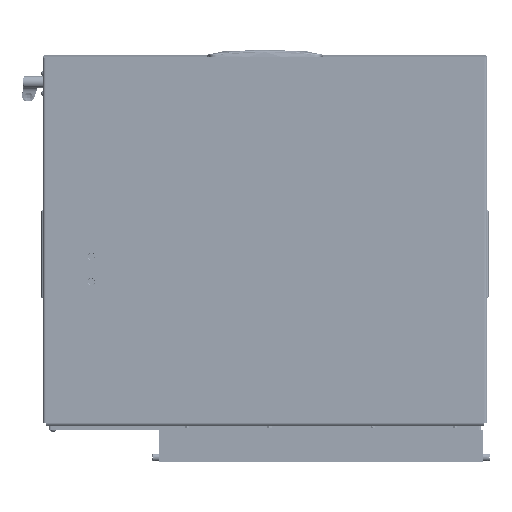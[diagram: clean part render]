
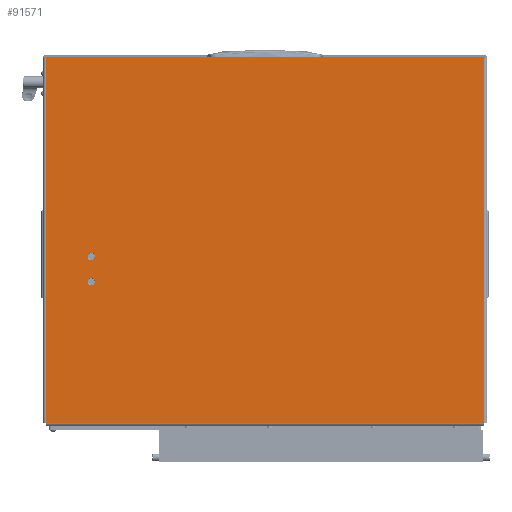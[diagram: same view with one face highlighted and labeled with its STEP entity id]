
A CAD part, front view. The second image highlights one B-rep face of the part: STEP entity #91571.
In plain terms, the highlighted face is planar.
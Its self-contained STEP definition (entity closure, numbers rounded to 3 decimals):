
#541 = VECTOR ( 'NONE', #103265, 1000. ) ;
#3375 = VERTEX_POINT ( 'NONE', #78289 ) ;
#5189 = EDGE_LOOP ( 'NONE', ( #42309, #80139 ) ) ;
#8027 = DIRECTION ( 'NONE',  ( 0., 1., 0. ) ) ;
#9317 = DIRECTION ( 'NONE',  ( -1., 0., 0. ) ) ;
#9862 = DIRECTION ( 'NONE',  ( 0., 0., -1. ) ) ;
#12892 = VERTEX_POINT ( 'NONE', #75034 ) ;
#15337 = CARTESIAN_POINT ( 'NONE',  ( 310., 545., 0. ) ) ;
#15463 = CARTESIAN_POINT ( 'NONE',  ( 275., 545., 0. ) ) ;
#18886 = VECTOR ( 'NONE', #26464, 1000. ) ;
#19732 = EDGE_CURVE ( 'NONE', #3375, #79040, #51279, .T. ) ;
#24998 = ORIENTED_EDGE ( 'NONE', *, *, #135887, .T. ) ;
#25412 = CARTESIAN_POINT ( 'NONE',  ( 0., 0., 0. ) ) ;
#26464 = DIRECTION ( 'NONE',  ( 1., 0., 0. ) ) ;
#27027 = VERTEX_POINT ( 'NONE', #44582 ) ;
#27252 = AXIS2_PLACEMENT_3D ( 'NONE', #15337, #139082, #77200 ) ;
#27923 = CARTESIAN_POINT ( 'NONE',  ( -2., -4., 0. ) ) ;
#28792 = VECTOR ( 'NONE', #49333, 1000. ) ;
#32458 = CARTESIAN_POINT ( 'NONE',  ( 269.8, 545., 0. ) ) ;
#33190 = EDGE_CURVE ( 'NONE', #3375, #12892, #67823, .T. ) ;
#37588 = CARTESIAN_POINT ( 'NONE',  ( 0., 610., 0. ) ) ;
#42309 = ORIENTED_EDGE ( 'NONE', *, *, #94111, .F. ) ;
#44582 = CARTESIAN_POINT ( 'NONE',  ( 0., 610., 0. ) ) ;
#44731 = VERTEX_POINT ( 'NONE', #115048 ) ;
#46168 = CARTESIAN_POINT ( 'NONE',  ( 0., -4., 0. ) ) ;
#46653 = VERTEX_POINT ( 'NONE', #61872 ) ;
#48961 = EDGE_CURVE ( 'NONE', #12892, #27027, #73284, .T. ) ;
#49333 = DIRECTION ( 'NONE',  ( 1., 0., 0. ) ) ;
#49449 = LINE ( 'NONE', #63287, #118434 ) ;
#51279 = LINE ( 'NONE', #131433, #120317 ) ;
#51953 = DIRECTION ( 'NONE',  ( -1., 0., 0. ) ) ;
#52844 = DIRECTION ( 'NONE',  ( 0., 1., 0. ) ) ;
#53535 = FACE_BOUND ( 'NONE', #96208, .T. ) ;
#54495 = VERTEX_POINT ( 'NONE', #32458 ) ;
#56496 = LINE ( 'NONE', #25412, #18886 ) ;
#56697 = VECTOR ( 'NONE', #8027, 1000. ) ;
#60998 = DIRECTION ( 'NONE',  ( 0., 1., 0. ) ) ;
#61872 = CARTESIAN_POINT ( 'NONE',  ( -2., -2., 0. ) ) ;
#62275 = EDGE_CURVE ( 'NONE', #44731, #67324, #153169, .T. ) ;
#63287 = CARTESIAN_POINT ( 'NONE',  ( 0., -2., 0. ) ) ;
#63610 = CIRCLE ( 'NONE', #77765, 5.2 ) ;
#64872 = DIRECTION ( 'NONE',  ( -1., 0., 0. ) ) ;
#67324 = VERTEX_POINT ( 'NONE', #163756 ) ;
#67823 = LINE ( 'NONE', #74650, #541 ) ;
#73019 = EDGE_LOOP ( 'NONE', ( #156890, #122069, #24998, #112132, #128054, #74333, #143582, #147960 ) ) ;
#73284 = LINE ( 'NONE', #110004, #158364 ) ;
#74333 = ORIENTED_EDGE ( 'NONE', *, *, #33190, .F. ) ;
#74585 = VERTEX_POINT ( 'NONE', #76671 ) ;
#74650 = CARTESIAN_POINT ( 'NONE',  ( 0., 608., 0. ) ) ;
#75034 = CARTESIAN_POINT ( 'NONE',  ( 0., 608., 0. ) ) ;
#76671 = CARTESIAN_POINT ( 'NONE',  ( -2., 610., 0. ) ) ;
#77200 = DIRECTION ( 'NONE',  ( -1., 0., 0. ) ) ;
#77765 = AXIS2_PLACEMENT_3D ( 'NONE', #86590, #9862, #9317 ) ;
#78289 = CARTESIAN_POINT ( 'NONE',  ( 506., 608., 0. ) ) ;
#78575 = CARTESIAN_POINT ( 'NONE',  ( 0., 0., 0. ) ) ;
#79040 = VERTEX_POINT ( 'NONE', #79614 ) ;
#79614 = CARTESIAN_POINT ( 'NONE',  ( 506., 0., 0. ) ) ;
#80139 = ORIENTED_EDGE ( 'NONE', *, *, #82047, .F. ) ;
#80612 = DIRECTION ( 'NONE',  ( 0., -1., 0. ) ) ;
#81628 = AXIS2_PLACEMENT_3D ( 'NONE', #139406, #140505, #64872 ) ;
#81777 = VECTOR ( 'NONE', #52844, 1000. ) ;
#82047 = EDGE_CURVE ( 'NONE', #135558, #54495, #161776, .T. ) ;
#82930 = FACE_BOUND ( 'NONE', #5189, .T. ) ;
#86590 = CARTESIAN_POINT ( 'NONE',  ( 275., 545., 0. ) ) ;
#87609 = EDGE_CURVE ( 'NONE', #145959, #79040, #56496, .T. ) ;
#90142 = CARTESIAN_POINT ( 'NONE',  ( 280.2, 545., 0. ) ) ;
#91493 = EDGE_CURVE ( 'NONE', #145642, #46653, #49449, .T. ) ;
#91571 = ADVANCED_FACE ( 'NONE', ( #82930, #53535, #130358 ), #152795, .T. ) ;
#94111 = EDGE_CURVE ( 'NONE', #54495, #135558, #63610, .T. ) ;
#94498 = CARTESIAN_POINT ( 'NONE',  ( 0., -2., 0. ) ) ;
#95526 = LINE ( 'NONE', #27923, #81777 ) ;
#95927 = LINE ( 'NONE', #37588, #28792 ) ;
#96208 = EDGE_LOOP ( 'NONE', ( #101420, #110723 ) ) ;
#101420 = ORIENTED_EDGE ( 'NONE', *, *, #123231, .F. ) ;
#103265 = DIRECTION ( 'NONE',  ( -1., 0., 0. ) ) ;
#103407 = CIRCLE ( 'NONE', #135014, 5.2 ) ;
#110004 = CARTESIAN_POINT ( 'NONE',  ( 0., -4., 0. ) ) ;
#110723 = ORIENTED_EDGE ( 'NONE', *, *, #62275, .F. ) ;
#112132 = ORIENTED_EDGE ( 'NONE', *, *, #118736, .T. ) ;
#112338 = EDGE_CURVE ( 'NONE', #145642, #145959, #127785, .T. ) ;
#115048 = CARTESIAN_POINT ( 'NONE',  ( 315.2, 545., 0. ) ) ;
#118434 = VECTOR ( 'NONE', #138868, 1000. ) ;
#118736 = EDGE_CURVE ( 'NONE', #74585, #27027, #95927, .T. ) ;
#120317 = VECTOR ( 'NONE', #80612, 1000. ) ;
#120587 = AXIS2_PLACEMENT_3D ( 'NONE', #15463, #155312, #51953 ) ;
#122069 = ORIENTED_EDGE ( 'NONE', *, *, #91493, .T. ) ;
#123231 = EDGE_CURVE ( 'NONE', #67324, #44731, #103407, .T. ) ;
#127785 = LINE ( 'NONE', #46168, #56697 ) ;
#128054 = ORIENTED_EDGE ( 'NONE', *, *, #48961, .F. ) ;
#130358 = FACE_OUTER_BOUND ( 'NONE', #73019, .T. ) ;
#131227 = DIRECTION ( 'NONE',  ( -1., 0., 0. ) ) ;
#131433 = CARTESIAN_POINT ( 'NONE',  ( 506., 608., 0. ) ) ;
#132349 = CARTESIAN_POINT ( 'NONE',  ( 310., 545., 0. ) ) ;
#135014 = AXIS2_PLACEMENT_3D ( 'NONE', #132349, #142906, #131227 ) ;
#135558 = VERTEX_POINT ( 'NONE', #90142 ) ;
#135887 = EDGE_CURVE ( 'NONE', #46653, #74585, #95526, .T. ) ;
#138868 = DIRECTION ( 'NONE',  ( -1., 0., 0. ) ) ;
#139082 = DIRECTION ( 'NONE',  ( 0., 0., -1. ) ) ;
#139406 = CARTESIAN_POINT ( 'NONE',  ( 0., 608., 0. ) ) ;
#140505 = DIRECTION ( 'NONE',  ( 0., 0., -1. ) ) ;
#142906 = DIRECTION ( 'NONE',  ( 0., 0., -1. ) ) ;
#143582 = ORIENTED_EDGE ( 'NONE', *, *, #19732, .T. ) ;
#145642 = VERTEX_POINT ( 'NONE', #94498 ) ;
#145959 = VERTEX_POINT ( 'NONE', #78575 ) ;
#147960 = ORIENTED_EDGE ( 'NONE', *, *, #87609, .F. ) ;
#152795 = PLANE ( 'NONE',  #81628 ) ;
#153169 = CIRCLE ( 'NONE', #27252, 5.2 ) ;
#155312 = DIRECTION ( 'NONE',  ( 0., 0., -1. ) ) ;
#156890 = ORIENTED_EDGE ( 'NONE', *, *, #112338, .F. ) ;
#158364 = VECTOR ( 'NONE', #60998, 1000. ) ;
#161776 = CIRCLE ( 'NONE', #120587, 5.2 ) ;
#163756 = CARTESIAN_POINT ( 'NONE',  ( 304.8, 545., 0. ) ) ;
